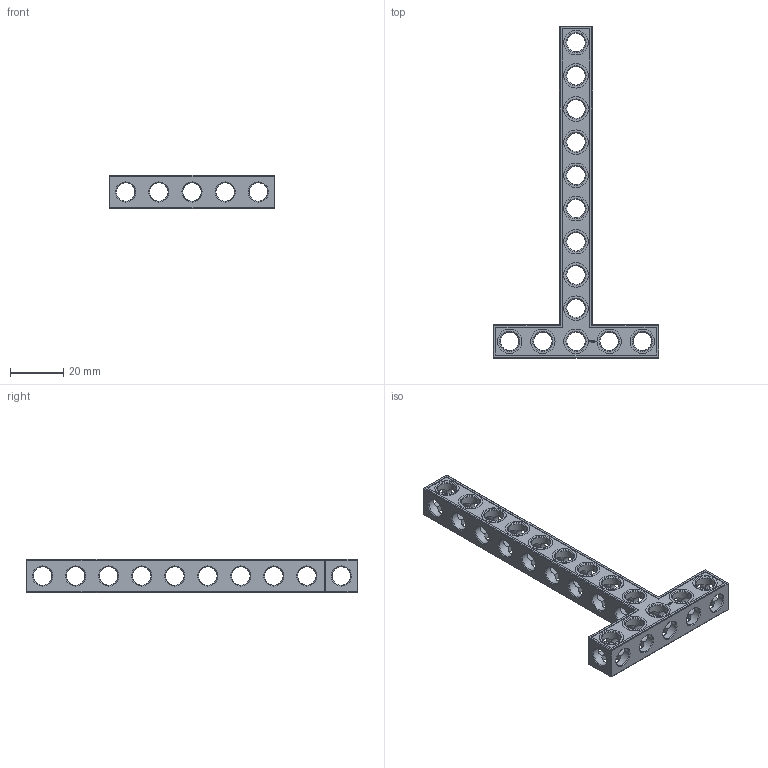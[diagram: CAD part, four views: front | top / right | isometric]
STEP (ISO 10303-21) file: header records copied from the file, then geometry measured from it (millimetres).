
FILE_DESCRIPTION(('FreeCAD Model'),'2;1');
FILE_NAME('Open CASCADE Shape Model','2021-08-08T22:38:59',( 'Paulo Kiefe'),('STEMFIE.org'),'Open CASCADE STEP processor 7.4', 'FreeCAD','Unknown');
FILE_SCHEMA(('AUTOMOTIVE_DESIGN { 1 0 10303 214 1 1 1 1 }'));
Products named in the file (1): Beam_TSH_SYM_ESS_BU05x10x01_-_SPN-BEM-1027_(stemfie.org)
Bounding box: 62.5 x 125 x 12.5 mm (x, y, z)
Volume: 13662.7 mm3; surface area: 12348 mm2
Topology: 1 solids, 1 shells, 655 faces, 1931 edges, 1268 vertices
Faces by surface type: plane 392, extrusion 120, cylinder 85, cone 58
Full cylindrical faces by diameter (mm): 7 x71, 9.2 x14
Entity records: 81749 total; most frequent: CARTESIAN_POINT 40447, DIRECTION 6099, VECTOR 4207, LINE 4087, ORIENTED_EDGE 3862, PCURVE 3862, DEFINITIONAL_REPRESENTATION 3862, EDGE_CURVE 1931
